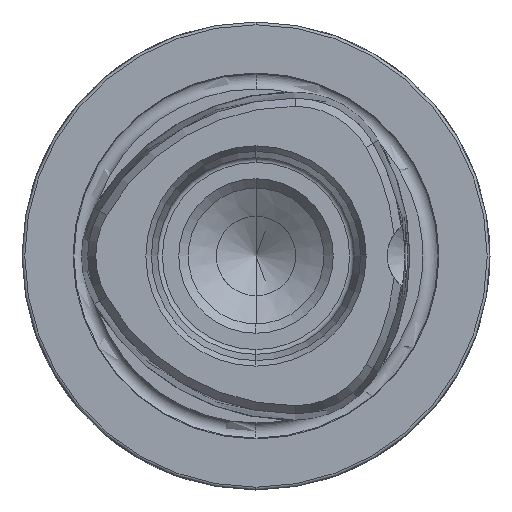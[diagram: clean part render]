
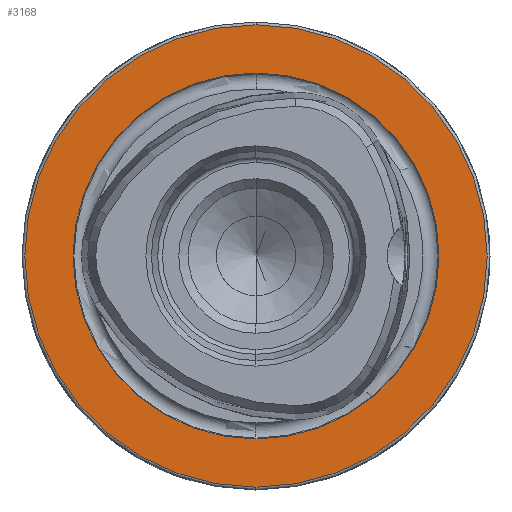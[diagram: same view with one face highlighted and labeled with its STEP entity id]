
A CAD part, left-side view. The second image highlights one B-rep face of the part: STEP entity #3168.
In plain terms, the highlighted planar face has unit normal (-1, 0, 0).
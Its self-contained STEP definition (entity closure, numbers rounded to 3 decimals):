
#238 = PLANE ( 'NONE',  #4781 ) ;
#242 = DIRECTION ( 'NONE',  ( 1., 0., 0. ) ) ;
#245 = DIRECTION ( 'NONE',  ( 0., 0., -1. ) ) ;
#260 = CARTESIAN_POINT ( 'NONE',  ( 0., 19.55, 0. ) ) ;
#409 = CARTESIAN_POINT ( 'NONE',  ( 0., 0., 0. ) ) ;
#421 = DIRECTION ( 'NONE',  ( -1., 0., 0. ) ) ;
#442 = DIRECTION ( 'NONE',  ( 0., 0., 1. ) ) ;
#1306 = CARTESIAN_POINT ( 'NONE',  ( 0., 0., 24.7 ) ) ;
#1405 = CARTESIAN_POINT ( 'NONE',  ( 0., 0., 19.55 ) ) ;
#1420 = CARTESIAN_POINT ( 'NONE',  ( 0., 0., -24.7 ) ) ;
#1745 = CARTESIAN_POINT ( 'NONE',  ( 0., 0., 0. ) ) ;
#1746 = DIRECTION ( 'NONE',  ( -1., 0., 0. ) ) ;
#1747 = DIRECTION ( 'NONE',  ( 0., 0., 1. ) ) ;
#1910 = CARTESIAN_POINT ( 'NONE',  ( 0., 0., 0. ) ) ;
#1911 = DIRECTION ( 'NONE',  ( -1., 0., 0. ) ) ;
#1912 = DIRECTION ( 'NONE',  ( 0., 0., 1. ) ) ;
#1954 = CARTESIAN_POINT ( 'NONE',  ( 0., 0., 0. ) ) ;
#1955 = DIRECTION ( 'NONE',  ( -1., 0., 0. ) ) ;
#1956 = DIRECTION ( 'NONE',  ( 0., 0., 1. ) ) ;
#3168 = ADVANCED_FACE ( 'NONE', ( #6956, #6945 ), #238, .F. ) ;
#4221 = EDGE_CURVE ( 'NONE', #6820, #6706, #9898, .T. ) ;
#4243 = EDGE_CURVE ( 'NONE', #6924, #6805, #9646, .T. ) ;
#4288 = EDGE_CURVE ( 'NONE', #6805, #6924, #8165, .T. ) ;
#4293 = EDGE_CURVE ( 'NONE', #6706, #6820, #9700, .T. ) ;
#4357 = AXIS2_PLACEMENT_3D ( 'NONE', #1954, #1955, #1956 ) ;
#4359 = AXIS2_PLACEMENT_3D ( 'NONE', #1910, #1911, #1912 ) ;
#4781 = AXIS2_PLACEMENT_3D ( 'NONE', #260, #242, #245 ) ;
#4782 = AXIS2_PLACEMENT_3D ( 'NONE', #1745, #1746, #1747 ) ;
#4799 = AXIS2_PLACEMENT_3D ( 'NONE', #409, #421, #442 ) ;
#5474 = ORIENTED_EDGE ( 'NONE', *, *, #4293, .T. ) ;
#5484 = ORIENTED_EDGE ( 'NONE', *, *, #4221, .T. ) ;
#6706 = VERTEX_POINT ( 'NONE', #1306 ) ;
#6805 = VERTEX_POINT ( 'NONE', #1405 ) ;
#6820 = VERTEX_POINT ( 'NONE', #1420 ) ;
#6924 = VERTEX_POINT ( 'NONE', #7541 ) ;
#6945 = FACE_OUTER_BOUND ( 'NONE', #8797, .T. ) ;
#6956 = FACE_BOUND ( 'NONE', #9331, .T. ) ;
#7541 = CARTESIAN_POINT ( 'NONE',  ( 0., 0., -19.55 ) ) ;
#8165 = CIRCLE ( 'NONE', #4359, 19.55 ) ;
#8740 = ORIENTED_EDGE ( 'NONE', *, *, #4243, .F. ) ;
#8791 = ORIENTED_EDGE ( 'NONE', *, *, #4288, .F. ) ;
#8797 = EDGE_LOOP ( 'NONE', ( #5474, #5484 ) ) ;
#9331 = EDGE_LOOP ( 'NONE', ( #8791, #8740 ) ) ;
#9646 = CIRCLE ( 'NONE', #4782, 19.55 ) ;
#9700 = CIRCLE ( 'NONE', #4357, 24.7 ) ;
#9898 = CIRCLE ( 'NONE', #4799, 24.7 ) ;
